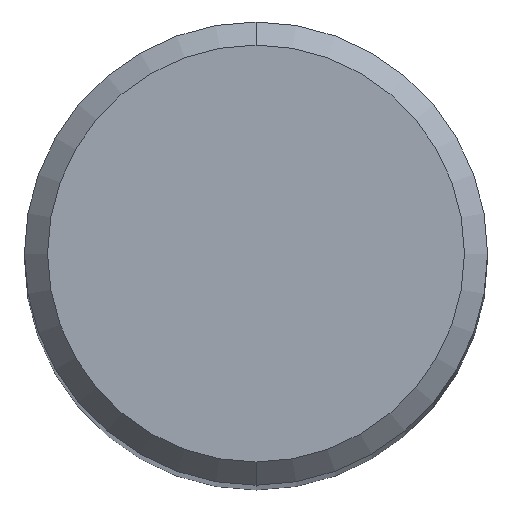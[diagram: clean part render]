
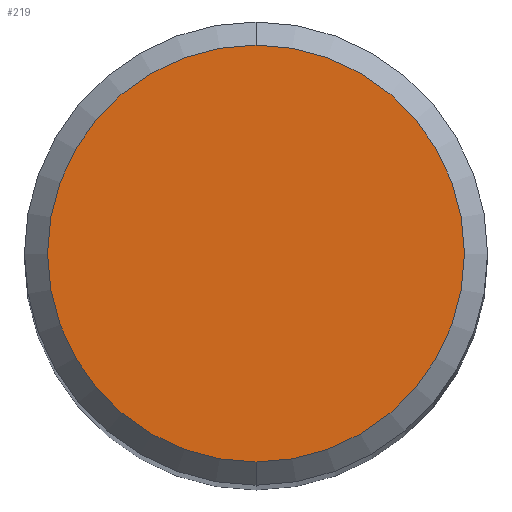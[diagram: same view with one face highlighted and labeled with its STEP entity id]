
A CAD part, top view. The second image highlights one B-rep face of the part: STEP entity #219.
In plain terms, the highlighted planar face has unit normal (0, 0, 1).
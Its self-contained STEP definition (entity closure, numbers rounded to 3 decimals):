
#219=ADVANCED_FACE('',(#527),#528,.T.);
#231=VERTEX_POINT('',#540);
#347=VERTEX_POINT('',#672);
#413=EDGE_CURVE('',#347,#231,#745,.T.);
#419=EDGE_CURVE('',#231,#347,#751,.T.);
#527=FACE_OUTER_BOUND('',#885,.T.);
#528=PLANE('',#886);
#540=CARTESIAN_POINT('',(0.,-3.6,0.0));
#672=CARTESIAN_POINT('',(0.0,3.6,0.0));
#745=CIRCLE('',#1329,3.6);
#751=CIRCLE('',#1336,3.6);
#885=EDGE_LOOP('',(#1485,#1486));
#886=AXIS2_PLACEMENT_3D('',#1487,#1488,#1489);
#1329=AXIS2_PLACEMENT_3D('',#1743,#1744,#1745);
#1336=AXIS2_PLACEMENT_3D('',#1746,#1747,#1748);
#1485=ORIENTED_EDGE('',*,*,#413,.F.);
#1486=ORIENTED_EDGE('',*,*,#419,.F.);
#1487=CARTESIAN_POINT('',(0.0,1.8,0.0));
#1488=DIRECTION('',(-0.0,0.0,1.0));
#1489=DIRECTION('',(0.0,-1.0,0.0));
#1743=CARTESIAN_POINT('',(0.0,0.0,0.0));
#1744=DIRECTION('',(0.0,0.0,-1.0));
#1745=DIRECTION('',(0.0,1.0,0.0));
#1746=CARTESIAN_POINT('',(0.0,0.0,0.0));
#1747=DIRECTION('',(0.0,0.0,-1.0));
#1748=DIRECTION('',(0.0,1.0,0.0));
